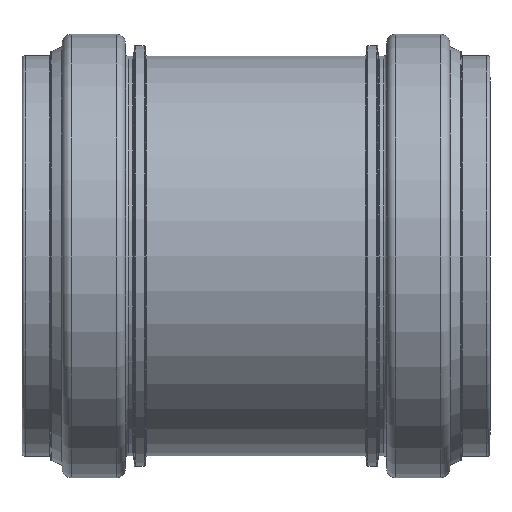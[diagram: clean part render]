
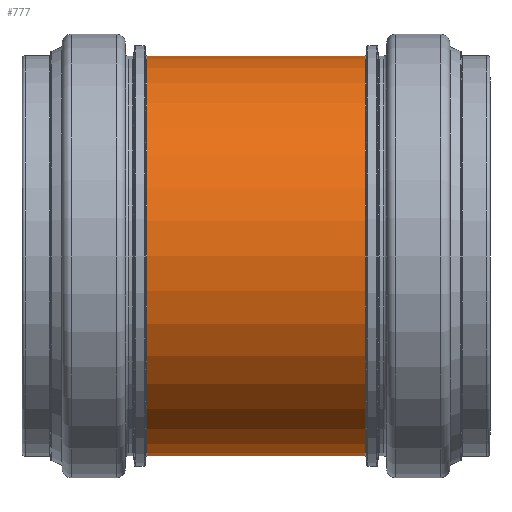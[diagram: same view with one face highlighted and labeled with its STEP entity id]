
A CAD part, left-side view. The second image highlights one B-rep face of the part: STEP entity #777.
In plain terms, the highlighted cylindrical face has radius 66.6 mm (diameter 133.2 mm), a full revolution.
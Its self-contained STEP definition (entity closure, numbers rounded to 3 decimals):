
#25=CYLINDRICAL_SURFACE('',#858,66.6);
#57=FACE_BOUND('',#212,.T.);
#133=FACE_OUTER_BOUND('',#211,.T.);
#211=EDGE_LOOP('',(#591));
#212=EDGE_LOOP('',(#592));
#360=CIRCLE('',#855,66.6);
#362=CIRCLE('',#859,66.6);
#436=VERTEX_POINT('',#1315);
#438=VERTEX_POINT('',#1321);
#512=EDGE_CURVE('',#436,#436,#360,.T.);
#514=EDGE_CURVE('',#438,#438,#362,.T.);
#591=ORIENTED_EDGE('',*,*,#514,.F.);
#592=ORIENTED_EDGE('',*,*,#512,.F.);
#777=ADVANCED_FACE('',(#133,#57),#25,.T.);
#855=AXIS2_PLACEMENT_3D('',#1316,#1011,#1012);
#858=AXIS2_PLACEMENT_3D('',#1320,#1017,#1018);
#859=AXIS2_PLACEMENT_3D('',#1322,#1019,#1020);
#1011=DIRECTION('center_axis',(0.,-1.,0.));
#1012=DIRECTION('ref_axis',(-1.,0.,0.));
#1017=DIRECTION('center_axis',(0.,-1.,0.));
#1018=DIRECTION('ref_axis',(1.,0.,0.));
#1019=DIRECTION('center_axis',(0.,1.,0.));
#1020=DIRECTION('ref_axis',(-1.,0.,0.));
#1315=CARTESIAN_POINT('',(66.6,-36.419,0.));
#1316=CARTESIAN_POINT('Origin',(0.,-36.419,
0.));
#1320=CARTESIAN_POINT('Origin',(0.,-1.,
0.));
#1321=CARTESIAN_POINT('',(66.6,36.419,0.));
#1322=CARTESIAN_POINT('Origin',(0.,36.419,
0.));
